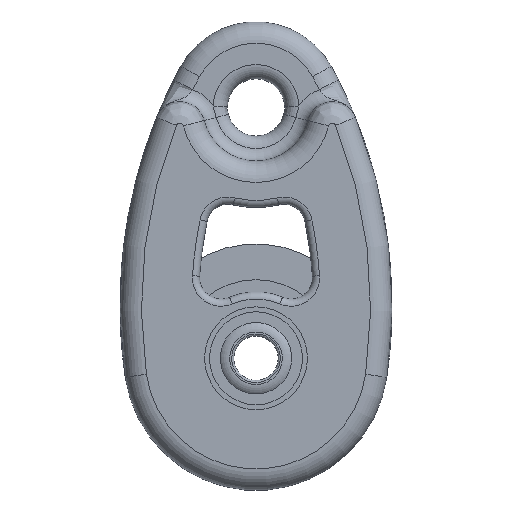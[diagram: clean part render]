
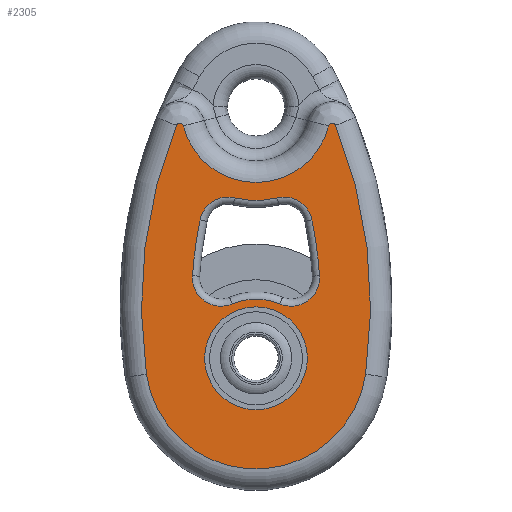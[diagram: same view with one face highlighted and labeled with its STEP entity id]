
A CAD part, left-side view. The second image highlights one B-rep face of the part: STEP entity #2305.
In plain terms, the highlighted planar face has unit normal (-1, 0, 0).
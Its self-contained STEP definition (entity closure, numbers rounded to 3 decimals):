
#240=PLANE('',#2631);
#274=FACE_BOUND('',#572,.T.);
#275=FACE_BOUND('',#573,.T.);
#385=FACE_OUTER_BOUND('',#571,.T.);
#571=EDGE_LOOP('',(#1874,#1875,#1876,#1877,#1878,#1879));
#572=EDGE_LOOP('',(#1880));
#573=EDGE_LOOP('',(#1881,#1882,#1883,#1884,#1885,#1886,#1887,#1888));
#794=CIRCLE('',#2590,4.);
#796=CIRCLE('',#2593,13.);
#799=CIRCLE('',#2597,4.);
#802=CIRCLE('',#2601,60.);
#805=CIRCLE('',#2605,4.);
#808=CIRCLE('',#2609,8.3);
#811=CIRCLE('',#2613,4.);
#813=CIRCLE('',#2616,60.);
#823=CIRCLE('',#2632,67.);
#824=CIRCLE('',#2633,15.5);
#825=CIRCLE('',#2634,67.);
#826=CIRCLE('',#2635,0.5);
#827=CIRCLE('',#2636,10.5);
#828=CIRCLE('',#2637,0.5);
#829=CIRCLE('',#2638,7.2);
#1032=VERTEX_POINT('',#4512);
#1035=VERTEX_POINT('',#4517);
#1037=VERTEX_POINT('',#4522);
#1039=VERTEX_POINT('',#4528);
#1041=VERTEX_POINT('',#4534);
#1043=VERTEX_POINT('',#4540);
#1045=VERTEX_POINT('',#4546);
#1047=VERTEX_POINT('',#4552);
#1062=VERTEX_POINT('',#4631);
#1063=VERTEX_POINT('',#4632);
#1064=VERTEX_POINT('',#4634);
#1065=VERTEX_POINT('',#4636);
#1066=VERTEX_POINT('',#4638);
#1067=VERTEX_POINT('',#4640);
#1068=VERTEX_POINT('',#4643);
#1315=EDGE_CURVE('',#1035,#1032,#794,.T.);
#1317=EDGE_CURVE('',#1037,#1035,#796,.T.);
#1320=EDGE_CURVE('',#1039,#1037,#799,.T.);
#1323=EDGE_CURVE('',#1041,#1039,#802,.T.);
#1326=EDGE_CURVE('',#1043,#1041,#805,.T.);
#1329=EDGE_CURVE('',#1045,#1043,#808,.T.);
#1332=EDGE_CURVE('',#1047,#1045,#811,.T.);
#1334=EDGE_CURVE('',#1032,#1047,#813,.T.);
#1354=EDGE_CURVE('',#1062,#1063,#823,.T.);
#1355=EDGE_CURVE('',#1064,#1062,#824,.T.);
#1356=EDGE_CURVE('',#1065,#1064,#825,.T.);
#1357=EDGE_CURVE('',#1066,#1065,#826,.T.);
#1358=EDGE_CURVE('',#1067,#1066,#827,.T.);
#1359=EDGE_CURVE('',#1063,#1067,#828,.T.);
#1360=EDGE_CURVE('',#1068,#1068,#829,.T.);
#1874=ORIENTED_EDGE('',*,*,#1354,.F.);
#1875=ORIENTED_EDGE('',*,*,#1355,.F.);
#1876=ORIENTED_EDGE('',*,*,#1356,.F.);
#1877=ORIENTED_EDGE('',*,*,#1357,.F.);
#1878=ORIENTED_EDGE('',*,*,#1358,.F.);
#1879=ORIENTED_EDGE('',*,*,#1359,.F.);
#1880=ORIENTED_EDGE('',*,*,#1360,.T.);
#1881=ORIENTED_EDGE('',*,*,#1315,.F.);
#1882=ORIENTED_EDGE('',*,*,#1317,.F.);
#1883=ORIENTED_EDGE('',*,*,#1320,.F.);
#1884=ORIENTED_EDGE('',*,*,#1323,.F.);
#1885=ORIENTED_EDGE('',*,*,#1326,.F.);
#1886=ORIENTED_EDGE('',*,*,#1329,.F.);
#1887=ORIENTED_EDGE('',*,*,#1332,.F.);
#1888=ORIENTED_EDGE('',*,*,#1334,.F.);
#2305=ADVANCED_FACE('',(#385,#274,#275),#240,.T.);
#2590=AXIS2_PLACEMENT_3D('',#4519,#3228,#3229);
#2593=AXIS2_PLACEMENT_3D('',#4524,#3234,#3235);
#2597=AXIS2_PLACEMENT_3D('',#4530,#3242,#3243);
#2601=AXIS2_PLACEMENT_3D('',#4536,#3250,#3251);
#2605=AXIS2_PLACEMENT_3D('',#4542,#3258,#3259);
#2609=AXIS2_PLACEMENT_3D('',#4548,#3266,#3267);
#2613=AXIS2_PLACEMENT_3D('',#4554,#3274,#3275);
#2616=AXIS2_PLACEMENT_3D('',#4557,#3280,#3281);
#2631=AXIS2_PLACEMENT_3D('',#4630,#3316,#3317);
#2632=AXIS2_PLACEMENT_3D('',#4633,#3318,#3319);
#2633=AXIS2_PLACEMENT_3D('',#4635,#3320,#3321);
#2634=AXIS2_PLACEMENT_3D('',#4637,#3322,#3323);
#2635=AXIS2_PLACEMENT_3D('',#4639,#3324,#3325);
#2636=AXIS2_PLACEMENT_3D('',#4641,#3326,#3327);
#2637=AXIS2_PLACEMENT_3D('',#4642,#3328,#3329);
#2638=AXIS2_PLACEMENT_3D('',#4644,#3330,#3331);
#3228=DIRECTION('center_axis',(-1.,0.,0.));
#3229=DIRECTION('ref_axis',(0.,0.539,0.842));
#3234=DIRECTION('center_axis',(1.,0.,0.));
#3235=DIRECTION('ref_axis',(0.,0.,-1.));
#3242=DIRECTION('center_axis',(-1.,0.,0.));
#3243=DIRECTION('ref_axis',(0.,-0.539,0.842));
#3250=DIRECTION('center_axis',(-1.,0.,0.));
#3251=DIRECTION('ref_axis',(0.,-0.991,0.134));
#3258=DIRECTION('center_axis',(-1.,0.,0.));
#3259=DIRECTION('ref_axis',(0.,-0.577,-0.817));
#3266=DIRECTION('center_axis',(1.,0.,0.));
#3267=DIRECTION('ref_axis',(0.,0.,1.));
#3274=DIRECTION('center_axis',(-1.,0.,0.));
#3275=DIRECTION('ref_axis',(0.,0.577,-0.817));
#3280=DIRECTION('center_axis',(-1.,0.,0.));
#3281=DIRECTION('ref_axis',(0.,0.991,0.134));
#3316=DIRECTION('center_axis',(-1.,0.,0.));
#3317=DIRECTION('ref_axis',(0.,0.,1.));
#3318=DIRECTION('center_axis',(1.,0.,0.));
#3319=DIRECTION('ref_axis',(0.,0.993,0.12));
#3320=DIRECTION('center_axis',(1.,0.,0.));
#3321=DIRECTION('ref_axis',(0.,0.,-1.));
#3322=DIRECTION('center_axis',(1.,0.,0.));
#3323=DIRECTION('ref_axis',(0.,-0.993,0.12));
#3324=DIRECTION('center_axis',(1.,0.,0.));
#3325=DIRECTION('ref_axis',(0.,0.068,0.998));
#3326=DIRECTION('center_axis',(-1.,0.,0.));
#3327=DIRECTION('ref_axis',(0.,0.,-1.));
#3328=DIRECTION('center_axis',(1.,0.,0.));
#3329=DIRECTION('ref_axis',(0.,-0.068,0.998));
#3330=DIRECTION('center_axis',(1.,0.,0.));
#3331=DIRECTION('ref_axis',(0.,0.,-1.));
#4512=CARTESIAN_POINT('',(-10.,7.836,19.353));
#4517=CARTESIAN_POINT('',(-10.,2.994,22.45));
#4519=CARTESIAN_POINT('Origin',(-10.,3.916,18.557));
#4522=CARTESIAN_POINT('',(-10.,-2.994,22.45));
#4524=CARTESIAN_POINT('Origin',(-10.,0.,35.1));
#4528=CARTESIAN_POINT('',(-10.,-7.836,19.353));
#4530=CARTESIAN_POINT('Origin',(-10.,-3.916,18.557));
#4534=CARTESIAN_POINT('',(-10.,-8.893,11.557));
#4536=CARTESIAN_POINT('Origin',(-10.,50.964,7.411));
#4540=CARTESIAN_POINT('',(-10.,-3.308,7.612));
#4542=CARTESIAN_POINT('Origin',(-10.,-4.902,11.281));
#4546=CARTESIAN_POINT('',(-10.,3.308,7.612));
#4548=CARTESIAN_POINT('Origin',(-10.,0.,0.));
#4552=CARTESIAN_POINT('',(-10.,8.893,11.557));
#4554=CARTESIAN_POINT('Origin',(-10.,4.902,11.281));
#4557=CARTESIAN_POINT('Origin',(-10.,-50.964,7.411));
#4630=CARTESIAN_POINT('Origin',(-10.,47.1,0.));
#4631=CARTESIAN_POINT('',(-10.,15.339,-2.231));
#4632=CARTESIAN_POINT('',(-10.,11.126,32.586));
#4633=CARTESIAN_POINT('Origin',(-10.,-50.964,7.411));
#4634=CARTESIAN_POINT('',(-10.,-15.339,-2.231));
#4635=CARTESIAN_POINT('Origin',(-10.,0.,0.));
#4636=CARTESIAN_POINT('',(-10.,-11.126,32.586));
#4637=CARTESIAN_POINT('Origin',(-10.,50.964,7.411));
#4638=CARTESIAN_POINT('',(-10.,-10.178,32.521));
#4639=CARTESIAN_POINT('Origin',(-10.,-10.663,32.398));
#4640=CARTESIAN_POINT('',(-10.,10.178,32.521));
#4641=CARTESIAN_POINT('Origin',(-10.,0.,35.1));
#4642=CARTESIAN_POINT('Origin',(-10.,10.663,32.398));
#4643=CARTESIAN_POINT('',(-10.,7.2,0.));
#4644=CARTESIAN_POINT('Origin',(-10.,0.,0.));
